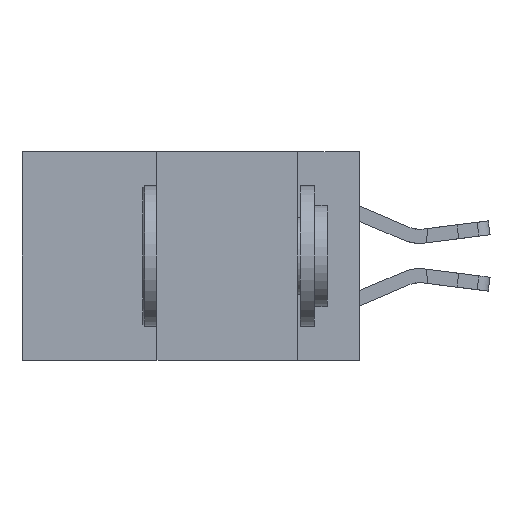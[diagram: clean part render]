
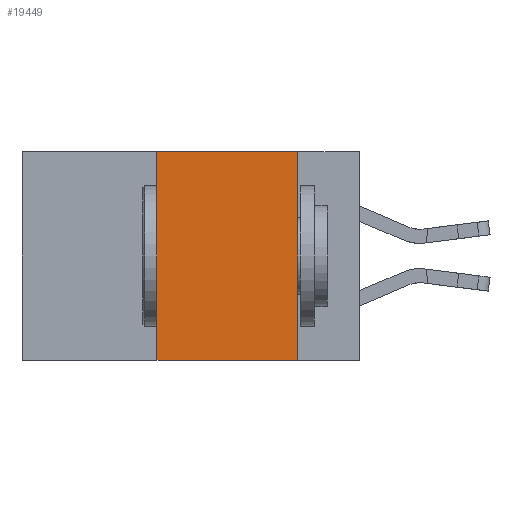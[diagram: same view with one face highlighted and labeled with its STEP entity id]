
A CAD part, left-side view. The second image highlights one B-rep face of the part: STEP entity #19449.
In plain terms, the highlighted planar face has unit normal (-1, 0, 0).
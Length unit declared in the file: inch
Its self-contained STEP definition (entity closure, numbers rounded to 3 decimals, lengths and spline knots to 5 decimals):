
#801 = DIRECTION ( 'NONE',  ( 0., 0., -1. ) ) ;
#1155 = DIRECTION ( 'NONE',  ( 1., 0., 0. ) ) ;
#1992 = ORIENTED_EDGE ( 'NONE', *, *, #27400, .F. ) ;
#4942 = VERTEX_POINT ( 'NONE', #18800 ) ;
#5362 = VECTOR ( 'NONE', #24837, 39.37008 ) ;
#6697 = DIRECTION ( 'NONE',  ( 0., -1., 0. ) ) ;
#7203 = AXIS2_PLACEMENT_3D ( 'NONE', #12836, #1155, #25278 ) ;
#7936 = VERTEX_POINT ( 'NONE', #24263 ) ;
#8614 = ORIENTED_EDGE ( 'NONE', *, *, #16839, .T. ) ;
#9301 = LINE ( 'NONE', #10341, #10817 ) ;
#10341 = CARTESIAN_POINT ( 'NONE',  ( 0., 0.6, -0.37 ) ) ;
#10497 = PLANE ( 'NONE',  #7203 ) ;
#10817 = VECTOR ( 'NONE', #12682, 39.37008 ) ;
#12682 = DIRECTION ( 'NONE',  ( 0., -1., 0. ) ) ;
#12836 = CARTESIAN_POINT ( 'NONE',  ( 0., 0.6, 0. ) ) ;
#12915 = CARTESIAN_POINT ( 'NONE',  ( 0., 0.11, 0. ) ) ;
#14168 = VERTEX_POINT ( 'NONE', #14711 ) ;
#14683 = ORIENTED_EDGE ( 'NONE', *, *, #23430, .F. ) ;
#14711 = CARTESIAN_POINT ( 'NONE',  ( 0., 0.36, -0.37 ) ) ;
#15316 = VECTOR ( 'NONE', #6697, 39.37008 ) ;
#16839 = EDGE_CURVE ( 'NONE', #14168, #4942, #9301, .T. ) ;
#18800 = CARTESIAN_POINT ( 'NONE',  ( 0., 0.11, -0.37 ) ) ;
#19449 = ADVANCED_FACE ( 'NONE', ( #28854 ), #10497, .F. ) ;
#21162 = CARTESIAN_POINT ( 'NONE',  ( 0., 0.6, 0. ) ) ;
#23430 = EDGE_CURVE ( 'NONE', #14168, #25055, #26319, .T. ) ;
#24263 = CARTESIAN_POINT ( 'NONE',  ( 0., 0.11, 0. ) ) ;
#24289 = EDGE_LOOP ( 'NONE', ( #1992, #31130, #14683, #8614 ) ) ;
#24837 = DIRECTION ( 'NONE',  ( 0., 0., 1. ) ) ;
#25055 = VERTEX_POINT ( 'NONE', #26304 ) ;
#25278 = DIRECTION ( 'NONE',  ( 0., 0., -1. ) ) ;
#26304 = CARTESIAN_POINT ( 'NONE',  ( 0., 0.36, 0. ) ) ;
#26319 = LINE ( 'NONE', #29145, #5362 ) ;
#27400 = EDGE_CURVE ( 'NONE', #7936, #4942, #29478, .T. ) ;
#28854 = FACE_OUTER_BOUND ( 'NONE', #24289, .T. ) ;
#28899 = EDGE_CURVE ( 'NONE', #25055, #7936, #31374, .T. ) ;
#29145 = CARTESIAN_POINT ( 'NONE',  ( 0., 0.36, 0. ) ) ;
#29478 = LINE ( 'NONE', #12915, #30237 ) ;
#30237 = VECTOR ( 'NONE', #801, 39.37008 ) ;
#31130 = ORIENTED_EDGE ( 'NONE', *, *, #28899, .F. ) ;
#31374 = LINE ( 'NONE', #21162, #15316 ) ;
